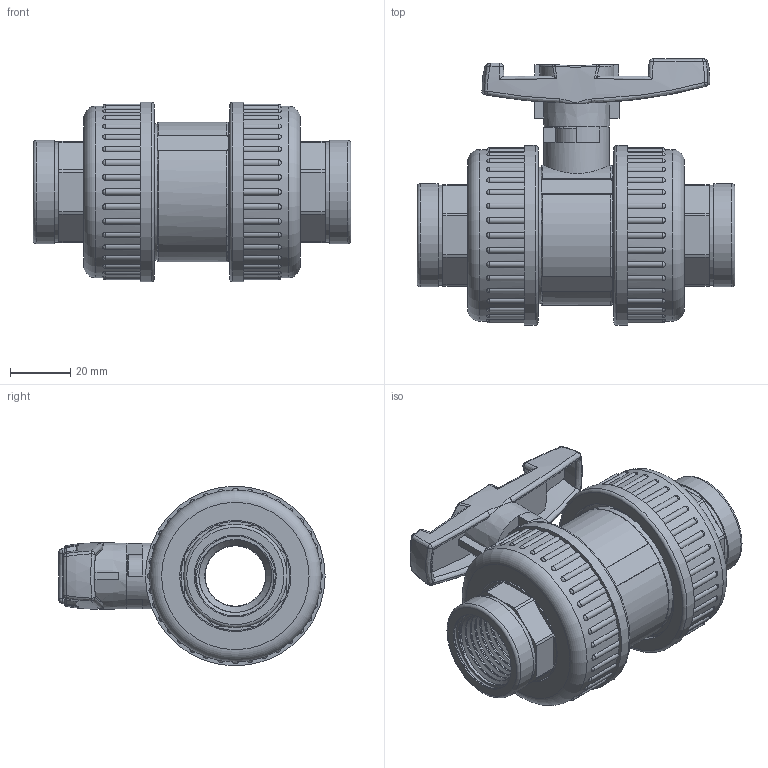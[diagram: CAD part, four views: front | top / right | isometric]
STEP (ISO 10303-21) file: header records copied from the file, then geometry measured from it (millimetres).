
FILE_DESCRIPTION(/* description */ (''),/* implementation_level */ '2;1');
FILE_NAME(/* name */ 'AKX972.000.025.step',/* time_stamp */ '2025-12-30T13:54:19+01:00',/* author */ (''),/* organization */ (''),/* preprocessor_version */ 'ST-DEVELOPER v20.1',/* originating_system */ 'Autodesk Translation Framework v14.21.0.0',/* authorisation */ '');
FILE_SCHEMA (('AUTOMOTIVE_DESIGN { 1 0 10303 214 3 1 1 }'));
Products named in the file (1): 2025-12-30-12-41-57-015
Bounding box: 105.1 x 88.17 x 59.5 mm (x, y, z)
Volume: 153251.4 mm3; surface area: 95282 mm2
Topology: 18 solids, 18 shells, 1021 faces, 2651 edges, 1724 vertices
Faces by surface type: plane 381, cylinder 291, bspline 267, torus 56, sphere 17, cone 9
Full cylindrical faces by diameter (mm): 1.721 x1, 2.295 x1, 9.7 x4, 14 x3, 14.4 x1, 15.3 x2, 17.1 x1, 20 x3, 20.2 x2, 20.3 x1, 20.5 x1, 21.7 x1, 23.9 x2, 24.117 x4, 24.2 x10, 24.4 x1, 24.5 x2, 26.441 x14, 27.1 x2, 28.5 x4, 29 x2, 31 x2, 31.5 x2, 33 x2, 33.2 x4, 33.7 x1, 34.2 x2, 36 x2, 36.8 x2, 38.4 x1
Entity records: 60021 total; most frequent: CARTESIAN_POINT 36337, ORIENTED_EDGE 5268, DIRECTION 4374, EDGE_CURVE 2634, VERTEX_POINT 1724, AXIS2_PLACEMENT_3D 1624, EDGE_LOOP 1130, LINE 1126
